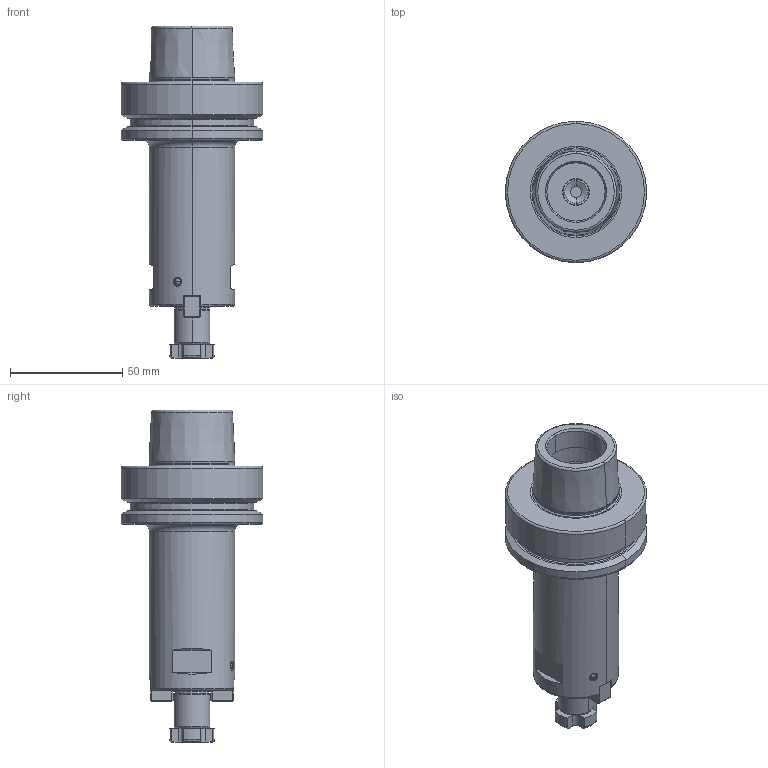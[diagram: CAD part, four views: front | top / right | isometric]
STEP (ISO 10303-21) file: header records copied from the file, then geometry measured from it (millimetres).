
FILE_DESCRIPTION((''),'2;1');
FILE_NAME('F63_11_16_1','2020-08-27T',('103090'),(''),'CREO PARAMETRIC BY PTC INC, 2016260','CREO PARAMETRIC BY PTC INC, 2016260','');
FILE_SCHEMA(('CONFIG_CONTROL_DESIGN'));
Length unit declared in the file: millimetre
Products named in the file (1): F63_11_16_1
Bounding box: 63 x 63 x 148 mm (x, y, z)
Volume: 167747.9 mm3; surface area: 32345.1 mm2
Topology: 3 solids, 11 shells, 368 faces, 844 edges, 480 vertices
Faces by surface type: plane 122, cone 108, cylinder 90, torus 44, sphere 4
Entity records: 10610 total; most frequent: CARTESIAN_POINT 2255, DIRECTION 1862, ORIENTED_EDGE 1648, EDGE_CURVE 824, AXIS2_PLACEMENT_3D 739, VERTEX_POINT 480, EDGE_LOOP 396, VECTOR 384
